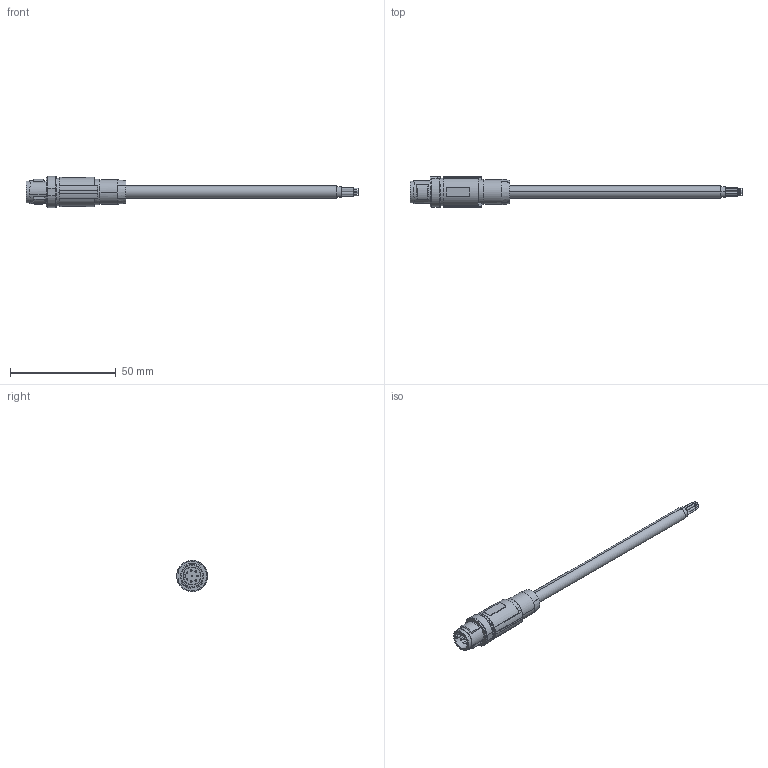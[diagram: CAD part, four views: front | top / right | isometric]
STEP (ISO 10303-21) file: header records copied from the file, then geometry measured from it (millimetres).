
FILE_DESCRIPTION(('SolidDesigner STEP Export'),'2;1');
FILE_NAME('1406073_SAC_8P_MS_2.0_542_SH_SCO_BK-select.stp','2013-06-27T14:16:51',(''),(''),'Creo Elements/Direct Modeling STEP processor for AP214 (Solid Model)','Creo Elements/Direct Modeling 18.1 06-May-2012 (C) Parametric Technology GmbH','');
FILE_SCHEMA(('AUTOMOTIVE_DESIGN { 1 0 10303 214 1 1 1 1 }'));
Length unit declared in the file: millimetre
Products named in the file (1): 1406073_SAC_8P_MS_2.0_542_SH_SCO_BK-select
Bounding box: 157.3 x 15 x 14.79 mm (x, y, z)
Volume: 8545.8 mm3; surface area: 4869.5 mm2
Topology: 1 solids, 1 shells, 202 faces, 477 edges, 314 vertices
Faces by surface type: cylinder 91, plane 83, cone 22, bspline 6
Entity records: 10478 total; most frequent: CARTESIAN_POINT 4460, ORIENTED_EDGE 954, DIRECTION 794, EDGE_CURVE 477, VERTEX_POINT 314, AXIS2_PLACEMENT_3D 303, EDGE_LOOP 239, COLOUR_RGB 203
